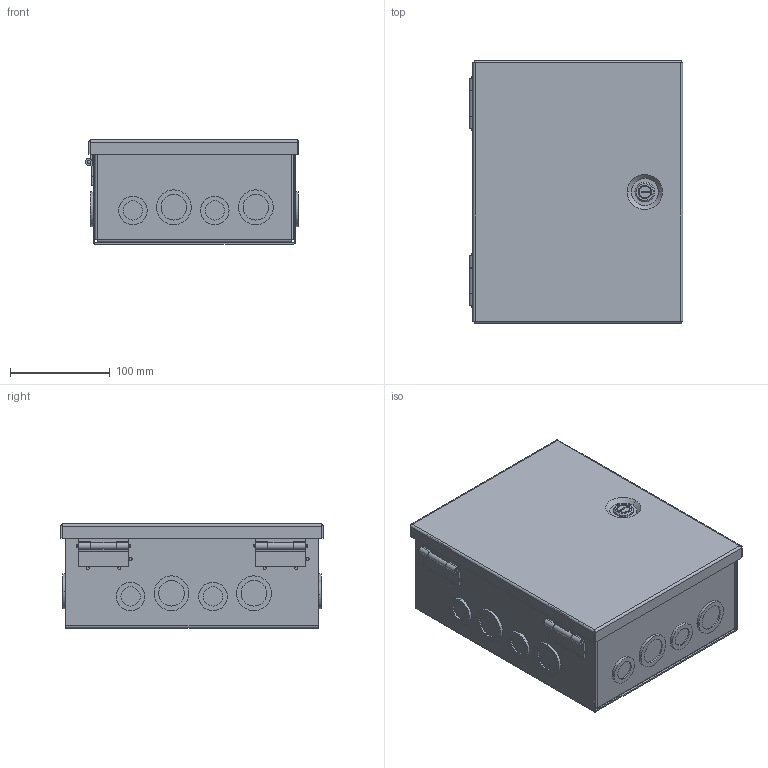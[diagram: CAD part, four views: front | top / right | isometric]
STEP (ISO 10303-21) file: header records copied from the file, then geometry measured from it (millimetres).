
FILE_DESCRIPTION (( 'STEP AP203' ), '1' );
FILE_NAME ('CHKO1084_Default.step', '2019-11-13T14:30:51', ( '' ), ( '' ), 'SwSTEP 2.0', 'SolidWorks 2019', '' );
FILE_SCHEMA (( 'CONFIG_CONTROL_DESIGN' ));
Length unit declared in the file: inch
Products named in the file (1): CHKO1084_Default
Bounding box: 214.45 x 263.65 x 104.6 mm (x, y, z)
Volume: 356137 mm3; surface area: 493748.1 mm2
Topology: 12 solids, 12 shells, 679 faces, 1629 edges, 1054 vertices
Faces by surface type: plane 336, cylinder 300, bspline 24, cone 15, torus 4
Entity records: 21225 total; most frequent: CARTESIAN_POINT 4989, DIRECTION 3500, ORIENTED_EDGE 3242, EDGE_CURVE 1621, AXIS2_PLACEMENT_3D 1307, VERTEX_POINT 1054, VECTOR 886, LINE 886
